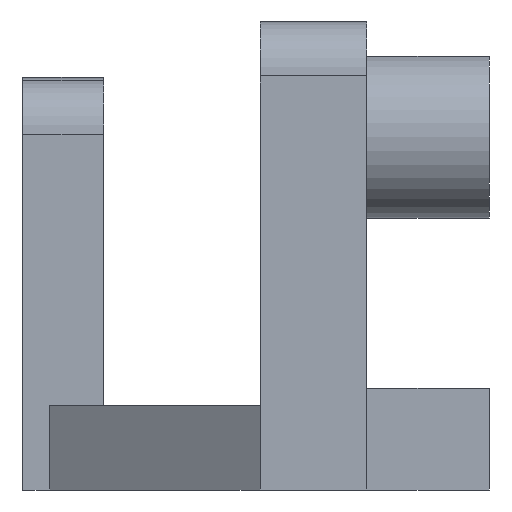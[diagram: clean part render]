
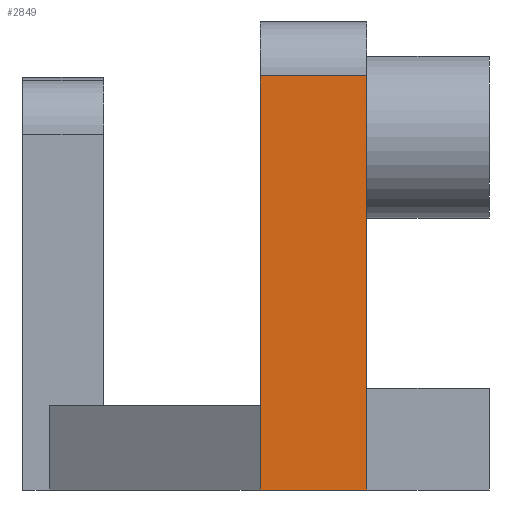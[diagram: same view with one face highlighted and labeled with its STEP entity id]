
A CAD part, left-side view. The second image highlights one B-rep face of the part: STEP entity #2849.
In plain terms, the highlighted planar face has unit normal (-1, 0, 0).
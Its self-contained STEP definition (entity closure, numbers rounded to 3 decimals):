
#151=FACE_OUTER_BOUND('',#302,.T.);
#302=EDGE_LOOP('',(#2156,#2157,#2158,#2159,#2160));
#514=LINE('',#4186,#882);
#554=LINE('',#4310,#922);
#592=LINE('',#4395,#960);
#595=LINE('',#4400,#963);
#596=LINE('',#4401,#964);
#882=VECTOR('',#3316,10.);
#922=VECTOR('',#3438,10.);
#960=VECTOR('',#3526,10.);
#963=VECTOR('',#3531,10.);
#964=VECTOR('',#3532,10.);
#1261=VERTEX_POINT('',#4183);
#1262=VERTEX_POINT('',#4185);
#1305=VERTEX_POINT('',#4308);
#1327=VERTEX_POINT('',#4394);
#1328=VERTEX_POINT('',#4399);
#1544=EDGE_CURVE('',#1262,#1261,#514,.T.);
#1605=EDGE_CURVE('',#1305,#1261,#554,.T.);
#1647=EDGE_CURVE('',#1327,#1262,#592,.T.);
#1650=EDGE_CURVE('',#1328,#1305,#595,.T.);
#1651=EDGE_CURVE('',#1327,#1328,#596,.T.);
#2156=ORIENTED_EDGE('',*,*,#1605,.F.);
#2157=ORIENTED_EDGE('',*,*,#1650,.F.);
#2158=ORIENTED_EDGE('',*,*,#1651,.F.);
#2159=ORIENTED_EDGE('',*,*,#1647,.T.);
#2160=ORIENTED_EDGE('',*,*,#1544,.T.);
#2714=PLANE('',#3051);
#2849=ADVANCED_FACE('',(#151),#2714,.T.);
#3051=AXIS2_PLACEMENT_3D('',#4398,#3529,#3530);
#3316=DIRECTION('',(0.,0.,1.));
#3438=DIRECTION('',(0.,-1.,0.));
#3526=DIRECTION('',(0.,-1.,0.));
#3529=DIRECTION('center_axis',(-1.,0.,0.));
#3530=DIRECTION('ref_axis',(0.,0.,-1.));
#3531=DIRECTION('',(0.,0.,1.));
#3532=DIRECTION('',(0.,0.,1.));
#4183=CARTESIAN_POINT('',(-14.061,-22.55,5.4));
#4185=CARTESIAN_POINT('',(-14.061,-22.55,-9.939));
#4186=CARTESIAN_POINT('',(-14.061,-22.55,3.065));
#4308=CARTESIAN_POINT('',(-14.061,-18.6,5.4));
#4310=CARTESIAN_POINT('',(-14.061,-18.6,5.4));
#4394=CARTESIAN_POINT('',(-14.061,-18.6,-9.939));
#4395=CARTESIAN_POINT('',(-14.061,-18.6,-9.939));
#4398=CARTESIAN_POINT('Origin',(-14.061,-18.6,7.4));
#4399=CARTESIAN_POINT('',(-14.061,-18.6,-6.826));
#4400=CARTESIAN_POINT('',(-14.061,-18.6,3.065));
#4401=CARTESIAN_POINT('',(-14.061,-18.6,3.065));
